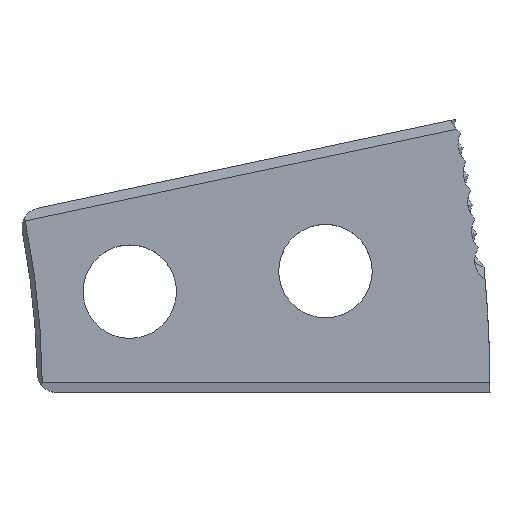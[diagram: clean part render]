
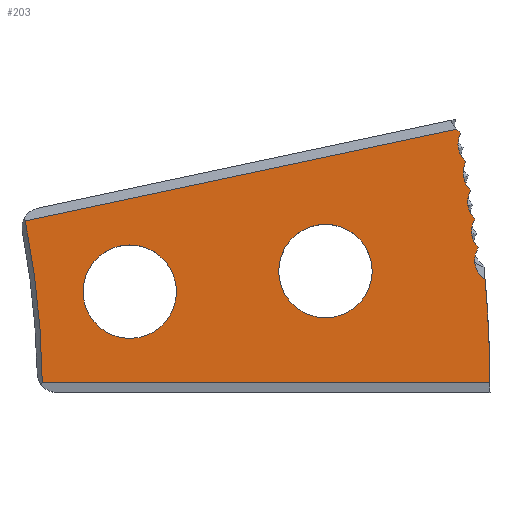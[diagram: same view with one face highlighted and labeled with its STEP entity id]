
A CAD part, top view. The second image highlights one B-rep face of the part: STEP entity #203.
In plain terms, the highlighted planar face has unit normal (0, 0, 1).
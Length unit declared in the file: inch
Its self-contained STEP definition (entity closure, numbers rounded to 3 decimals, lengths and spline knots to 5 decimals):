
#16 = CARTESIAN_POINT ( 'NONE',  ( 6.09145, 0.64024, 0. ) ) ;
#18 = ORIENTED_EDGE ( 'NONE', *, *, #831, .F. ) ;
#23 = CARTESIAN_POINT ( 'NONE',  ( 6.09145, 0.64024, 0. ) ) ;
#34 = EDGE_CURVE ( 'NONE', #393, #122, #1258, .T. ) ;
#53 = CARTESIAN_POINT ( 'NONE',  ( 7.3346, 0.7709, 0. ) ) ;
#67 = AXIS2_PLACEMENT_3D ( 'NONE', #1136, #168, #599 ) ;
#73 = CARTESIAN_POINT ( 'NONE',  ( 0., 0., 0. ) ) ;
#79 = DIRECTION ( 'NONE',  ( 1., 0., 0. ) ) ;
#104 = CARTESIAN_POINT ( 'NONE',  ( 8.28821, 1.76171, 0. ) ) ;
#111 = VERTEX_POINT ( 'NONE', #346 ) ;
#116 = AXIS2_PLACEMENT_3D ( 'NONE', #73, #375, #164 ) ;
#122 = VERTEX_POINT ( 'NONE', #989 ) ;
#127 = DIRECTION ( 'NONE',  ( 1., 0., 0. ) ) ;
#128 = EDGE_CURVE ( 'NONE', #1137, #627, #1131, .T. ) ;
#141 = AXIS2_PLACEMENT_3D ( 'NONE', #289, #1355, #296 ) ;
#147 = ORIENTED_EDGE ( 'NONE', *, *, #34, .F. ) ;
#152 = EDGE_CURVE ( 'NONE', #122, #397, #1068, .T. ) ;
#156 = EDGE_LOOP ( 'NONE', ( #935, #514, #387, #991, #540, #326, #616, #18, #1078, #147 ) ) ;
#159 = AXIS2_PLACEMENT_3D ( 'NONE', #23, #775, #545 ) ;
#160 = EDGE_CURVE ( 'NONE', #627, #1137, #610, .T. ) ;
#162 = VERTEX_POINT ( 'NONE', #1188 ) ;
#163 = CIRCLE ( 'NONE', #952, 0.14881 ) ;
#164 = DIRECTION ( 'NONE',  ( 1., 0., 0. ) ) ;
#168 = DIRECTION ( 'NONE',  ( 0., 0., -1. ) ) ;
#174 = DIRECTION ( 'NONE',  ( 1., 0., 0. ) ) ;
#185 = ORIENTED_EDGE ( 'NONE', *, *, #602, .F. ) ;
#187 = EDGE_CURVE ( 'NONE', #393, #196, #767, .T. ) ;
#196 = VERTEX_POINT ( 'NONE', #973 ) ;
#200 = FACE_BOUND ( 'NONE', #658, .T. ) ;
#203 = ADVANCED_FACE ( 'NONE', ( #200, #848, #1372 ), #1184, .T. ) ;
#220 = DIRECTION ( 'NONE',  ( 0., 0., 1. ) ) ;
#227 = CARTESIAN_POINT ( 'NONE',  ( 8.32502, 1.57866, 0. ) ) ;
#234 = AXIS2_PLACEMENT_3D ( 'NONE', #1049, #940, #1033 ) ;
#275 = AXIS2_PLACEMENT_3D ( 'NONE', #464, #898, #480 ) ;
#289 = CARTESIAN_POINT ( 'NONE',  ( 8.38649, 1.21034, 0. ) ) ;
#296 = DIRECTION ( 'NONE',  ( 1., 0., 0. ) ) ;
#301 = CARTESIAN_POINT ( 'NONE',  ( 8.30622, 0.91971, 0. ) ) ;
#309 = VERTEX_POINT ( 'NONE', #426 ) ;
#323 = CARTESIAN_POINT ( 'NONE',  ( 0., 0., 0. ) ) ;
#326 = ORIENTED_EDGE ( 'NONE', *, *, #701, .F. ) ;
#346 = CARTESIAN_POINT ( 'NONE',  ( 7.63147, 0.7709, 0. ) ) ;
#365 = CIRCLE ( 'NONE', #141, 0.14881 ) ;
#375 = DIRECTION ( 'NONE',  ( 0., 0., 1. ) ) ;
#387 = ORIENTED_EDGE ( 'NONE', *, *, #1246, .T. ) ;
#393 = VERTEX_POINT ( 'NONE', #1030 ) ;
#397 = VERTEX_POINT ( 'NONE', #1120 ) ;
#420 = DIRECTION ( 'NONE',  ( 0., 0., 1. ) ) ;
#421 = ORIENTED_EDGE ( 'NONE', *, *, #160, .F. ) ;
#424 = VERTEX_POINT ( 'NONE', #927 ) ;
#426 = CARTESIAN_POINT ( 'NONE',  ( 5.53565, 0.0625, 0. ) ) ;
#433 = CIRCLE ( 'NONE', #1175, 0.14881 ) ;
#436 = DIRECTION ( 'NONE',  ( 0., 0., 1. ) ) ;
#462 = EDGE_CURVE ( 'NONE', #1210, #111, #797, .T. ) ;
#464 = CARTESIAN_POINT ( 'NONE',  ( 7.3346, 0.7709, 0. ) ) ;
#480 = DIRECTION ( 'NONE',  ( 1., 0., 0. ) ) ;
#485 = DIRECTION ( 'NONE',  ( 0., 0., 1. ) ) ;
#514 = ORIENTED_EDGE ( 'NONE', *, *, #823, .T. ) ;
#540 = ORIENTED_EDGE ( 'NONE', *, *, #1367, .F. ) ;
#545 = DIRECTION ( 'NONE',  ( 1., 0., 0. ) ) ;
#547 = VECTOR ( 'NONE', #1288, 39.37008 ) ;
#587 = EDGE_LOOP ( 'NONE', ( #1040, #421 ) ) ;
#590 = CIRCLE ( 'NONE', #234, 0.14881 ) ;
#599 = DIRECTION ( 'NONE',  ( 1., 0., 0. ) ) ;
#602 = EDGE_CURVE ( 'NONE', #111, #1210, #1090, .T. ) ;
#610 = CIRCLE ( 'NONE', #159, 0.29687 ) ;
#616 = ORIENTED_EDGE ( 'NONE', *, *, #1361, .F. ) ;
#627 = VERTEX_POINT ( 'NONE', #1016 ) ;
#658 = EDGE_LOOP ( 'NONE', ( #185, #1231 ) ) ;
#692 = CARTESIAN_POINT ( 'NONE',  ( 8.25763, 1.28478, 0. ) ) ;
#694 = DIRECTION ( 'NONE',  ( 1., 0., 0. ) ) ;
#698 = DIRECTION ( 'NONE',  ( 1., 0., 0. ) ) ;
#701 = EDGE_CURVE ( 'NONE', #810, #705, #433, .T. ) ;
#705 = VERTEX_POINT ( 'NONE', #301 ) ;
#735 = DIRECTION ( 'NONE',  ( 0., 0., 1. ) ) ;
#767 = LINE ( 'NONE', #1166, #547 ) ;
#772 = CARTESIAN_POINT ( 'NONE',  ( 6.38832, 0.64024, 0. ) ) ;
#775 = DIRECTION ( 'NONE',  ( 0., 0., 1. ) ) ;
#779 = CIRCLE ( 'NONE', #67, 5.536 ) ;
#797 = CIRCLE ( 'NONE', #1200, 0.29687 ) ;
#810 = VERTEX_POINT ( 'NONE', #833 ) ;
#823 = EDGE_CURVE ( 'NONE', #196, #309, #779, .T. ) ;
#831 = EDGE_CURVE ( 'NONE', #397, #1223, #163, .T. ) ;
#833 = CARTESIAN_POINT ( 'NONE',  ( 8.28394, 1.10251, 0. ) ) ;
#848 = FACE_BOUND ( 'NONE', #587, .T. ) ;
#896 = LINE ( 'NONE', #1206, #978 ) ;
#898 = DIRECTION ( 'NONE',  ( 0., 0., 1. ) ) ;
#924 = CARTESIAN_POINT ( 'NONE',  ( 8.35778, 1.39484, 0. ) ) ;
#927 = CARTESIAN_POINT ( 'NONE',  ( 8.37977, 0.0625, 0. ) ) ;
#931 = CIRCLE ( 'NONE', #116, 8.38 ) ;
#935 = ORIENTED_EDGE ( 'NONE', *, *, #187, .T. ) ;
#940 = DIRECTION ( 'NONE',  ( 0., 0., 1. ) ) ;
#952 = AXIS2_PLACEMENT_3D ( 'NONE', #924, #420, #974 ) ;
#973 = CARTESIAN_POINT ( 'NONE',  ( 5.42767, 1.08979, 0. ) ) ;
#974 = DIRECTION ( 'NONE',  ( 1., 0., 0. ) ) ;
#978 = VECTOR ( 'NONE', #698, 39.37008 ) ;
#989 = CARTESIAN_POINT ( 'NONE',  ( 8.19301, 1.64734, 0. ) ) ;
#991 = ORIENTED_EDGE ( 'NONE', *, *, #1318, .T. ) ;
#1016 = CARTESIAN_POINT ( 'NONE',  ( 5.79457, 0.64024, 0. ) ) ;
#1030 = CARTESIAN_POINT ( 'NONE',  ( 8.16911, 1.6725, 0. ) ) ;
#1033 = DIRECTION ( 'NONE',  ( 1., 0., 0. ) ) ;
#1040 = ORIENTED_EDGE ( 'NONE', *, *, #128, .F. ) ;
#1049 = CARTESIAN_POINT ( 'NONE',  ( 8.43167, 0.83968, 0. ) ) ;
#1068 = CIRCLE ( 'NONE', #1346, 0.14881 ) ;
#1078 = ORIENTED_EDGE ( 'NONE', *, *, #152, .F. ) ;
#1087 = AXIS2_PLACEMENT_3D ( 'NONE', #104, #735, #79 ) ;
#1090 = CIRCLE ( 'NONE', #275, 0.29687 ) ;
#1111 = AXIS2_PLACEMENT_3D ( 'NONE', #323, #1274, #1280 ) ;
#1120 = CARTESIAN_POINT ( 'NONE',  ( 8.22732, 1.46642, 0. ) ) ;
#1131 = CIRCLE ( 'NONE', #1151, 0.29687 ) ;
#1136 = CARTESIAN_POINT ( 'NONE',  ( 0., 0., 0. ) ) ;
#1137 = VERTEX_POINT ( 'NONE', #772 ) ;
#1151 = AXIS2_PLACEMENT_3D ( 'NONE', #16, #436, #1294 ) ;
#1166 = CARTESIAN_POINT ( 'NONE',  ( 5.3977, 1.08342, 0. ) ) ;
#1175 = AXIS2_PLACEMENT_3D ( 'NONE', #1353, #1365, #174 ) ;
#1184 = PLANE ( 'NONE',  #1111 ) ;
#1188 = CARTESIAN_POINT ( 'NONE',  ( 8.34938, 0.71569, 0. ) ) ;
#1200 = AXIS2_PLACEMENT_3D ( 'NONE', #53, #485, #694 ) ;
#1206 = CARTESIAN_POINT ( 'NONE',  ( 0., 0.0625, 0. ) ) ;
#1210 = VERTEX_POINT ( 'NONE', #1328 ) ;
#1223 = VERTEX_POINT ( 'NONE', #692 ) ;
#1231 = ORIENTED_EDGE ( 'NONE', *, *, #462, .F. ) ;
#1246 = EDGE_CURVE ( 'NONE', #309, #424, #896, .T. ) ;
#1258 = CIRCLE ( 'NONE', #1087, 0.14881 ) ;
#1274 = DIRECTION ( 'NONE',  ( 0., 0., 1. ) ) ;
#1280 = DIRECTION ( 'NONE',  ( 1., 0., 0. ) ) ;
#1288 = DIRECTION ( 'NONE',  ( -0.978, -0.208, 0. ) ) ;
#1294 = DIRECTION ( 'NONE',  ( 1., 0., 0. ) ) ;
#1318 = EDGE_CURVE ( 'NONE', #424, #162, #931, .T. ) ;
#1328 = CARTESIAN_POINT ( 'NONE',  ( 7.03772, 0.7709, 0. ) ) ;
#1346 = AXIS2_PLACEMENT_3D ( 'NONE', #227, #220, #127 ) ;
#1353 = CARTESIAN_POINT ( 'NONE',  ( 8.41112, 1.02526, 0. ) ) ;
#1355 = DIRECTION ( 'NONE',  ( 0., 0., 1. ) ) ;
#1361 = EDGE_CURVE ( 'NONE', #1223, #810, #365, .T. ) ;
#1365 = DIRECTION ( 'NONE',  ( 0., 0., 1. ) ) ;
#1367 = EDGE_CURVE ( 'NONE', #705, #162, #590, .T. ) ;
#1372 = FACE_OUTER_BOUND ( 'NONE', #156, .T. ) ;
